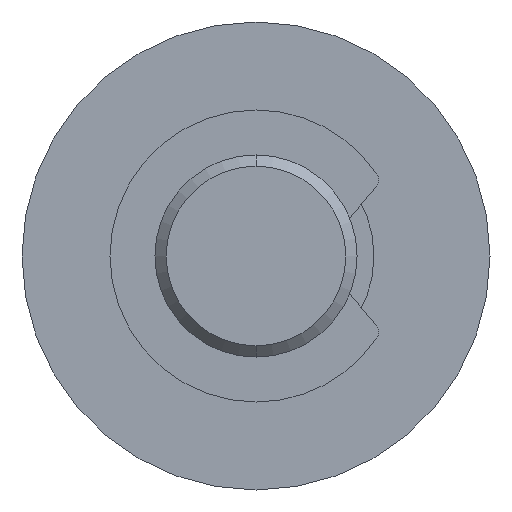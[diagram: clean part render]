
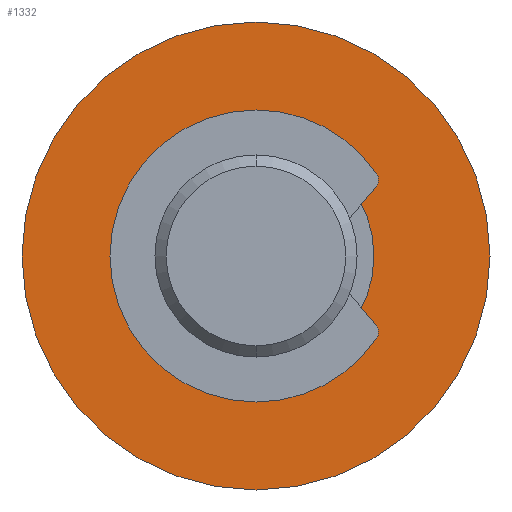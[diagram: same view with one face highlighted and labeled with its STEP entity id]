
A CAD part, front view. The second image highlights one B-rep face of the part: STEP entity #1332.
In plain terms, the highlighted planar face has unit normal (0, -1, 0).
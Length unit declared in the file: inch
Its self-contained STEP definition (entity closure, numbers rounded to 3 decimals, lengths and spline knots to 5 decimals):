
#46 = DIRECTION ( 'NONE',  ( 0., -1., 0. ) ) ;
#69 = CIRCLE ( 'NONE', #570, 0.315 ) ;
#110 = CARTESIAN_POINT ( 'NONE',  ( 0., -2.6025, 0.625 ) ) ;
#126 = CARTESIAN_POINT ( 'NONE',  ( 0.625, -2.6025, 0. ) ) ;
#127 = ORIENTED_EDGE ( 'NONE', *, *, #184, .F. ) ;
#128 = ORIENTED_EDGE ( 'NONE', *, *, #516, .T. ) ;
#147 = ORIENTED_EDGE ( 'NONE', *, *, #1052, .F. ) ;
#168 = EDGE_LOOP ( 'NONE', ( #128, #170 ) ) ;
#170 = ORIENTED_EDGE ( 'NONE', *, *, #1804, .T. ) ;
#179 = CARTESIAN_POINT ( 'NONE',  ( 0., -2.6025, 0. ) ) ;
#184 = EDGE_CURVE ( 'NONE', #1081, #627, #1383, .T. ) ;
#217 = EDGE_LOOP ( 'NONE', ( #127, #147 ) ) ;
#252 = AXIS2_PLACEMENT_3D ( 'NONE', #1789, #852, #1961 ) ;
#265 = VERTEX_POINT ( 'NONE', #624 ) ;
#327 = DIRECTION ( 'NONE',  ( 0., 0., -1. ) ) ;
#451 = CARTESIAN_POINT ( 'NONE',  ( 0., -2.6025, 0. ) ) ;
#516 = EDGE_CURVE ( 'NONE', #265, #638, #784, .T. ) ;
#570 = AXIS2_PLACEMENT_3D ( 'NONE', #179, #1237, #327 ) ;
#590 = AXIS2_PLACEMENT_3D ( 'NONE', #126, #755, #1865 ) ;
#593 = DIRECTION ( 'NONE',  ( 0., -1., 0. ) ) ;
#602 = DIRECTION ( 'NONE',  ( 0., 0., -1. ) ) ;
#624 = CARTESIAN_POINT ( 'NONE',  ( 0., -2.6025, -0.625 ) ) ;
#627 = VERTEX_POINT ( 'NONE', #1468 ) ;
#638 = VERTEX_POINT ( 'NONE', #110 ) ;
#755 = DIRECTION ( 'NONE',  ( 0., 1., 0. ) ) ;
#784 = CIRCLE ( 'NONE', #1077, 0.625 ) ;
#852 = DIRECTION ( 'NONE',  ( 0., -1., 0. ) ) ;
#970 = CARTESIAN_POINT ( 'NONE',  ( 0., -2.6025, -0.315 ) ) ;
#997 = CARTESIAN_POINT ( 'NONE',  ( 0., -2.6025, 0. ) ) ;
#1052 = EDGE_CURVE ( 'NONE', #627, #1081, #69, .T. ) ;
#1073 = AXIS2_PLACEMENT_3D ( 'NONE', #451, #593, #602 ) ;
#1077 = AXIS2_PLACEMENT_3D ( 'NONE', #997, #46, #1138 ) ;
#1081 = VERTEX_POINT ( 'NONE', #970 ) ;
#1138 = DIRECTION ( 'NONE',  ( 0., 0., -1. ) ) ;
#1170 = CIRCLE ( 'NONE', #252, 0.625 ) ;
#1237 = DIRECTION ( 'NONE',  ( 0., -1., 0. ) ) ;
#1332 = ADVANCED_FACE ( 'NONE', ( #1506, #1568 ), #1687, .F. ) ;
#1383 = CIRCLE ( 'NONE', #1073, 0.315 ) ;
#1468 = CARTESIAN_POINT ( 'NONE',  ( 0., -2.6025, 0.315 ) ) ;
#1506 = FACE_BOUND ( 'NONE', #217, .T. ) ;
#1568 = FACE_OUTER_BOUND ( 'NONE', #168, .T. ) ;
#1687 = PLANE ( 'NONE',  #590 ) ;
#1789 = CARTESIAN_POINT ( 'NONE',  ( 0., -2.6025, 0. ) ) ;
#1804 = EDGE_CURVE ( 'NONE', #638, #265, #1170, .T. ) ;
#1865 = DIRECTION ( 'NONE',  ( 0., 0., 1. ) ) ;
#1961 = DIRECTION ( 'NONE',  ( 0., 0., -1. ) ) ;
